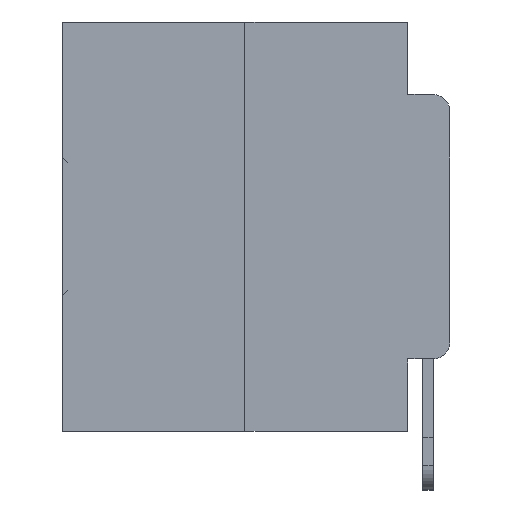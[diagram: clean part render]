
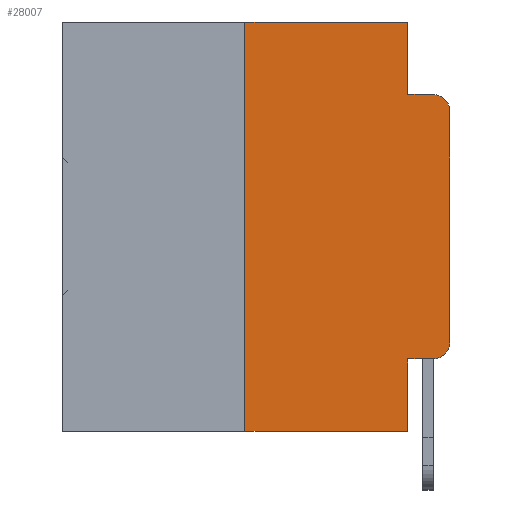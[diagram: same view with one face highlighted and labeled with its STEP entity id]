
A CAD part, left-side view. The second image highlights one B-rep face of the part: STEP entity #28007.
In plain terms, the highlighted planar face has unit normal (-1, 0, 0).
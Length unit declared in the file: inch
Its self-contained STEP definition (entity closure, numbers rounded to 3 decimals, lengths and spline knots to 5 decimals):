
#152 = LINE ( 'NONE', #890, #26262 ) ;
#505 = EDGE_CURVE ( 'NONE', #27689, #32841, #152, .T. ) ;
#752 = CARTESIAN_POINT ( 'NONE',  ( 0., 0.02, -0.1085 ) ) ;
#890 = CARTESIAN_POINT ( 'NONE',  ( 0., 0., 0. ) ) ;
#938 = CARTESIAN_POINT ( 'NONE',  ( 0., 0.051, -0.4115 ) ) ;
#1194 = CARTESIAN_POINT ( 'NONE',  ( 0., 0., -0.1085 ) ) ;
#3150 = LINE ( 'NONE', #18160, #15727 ) ;
#3582 = DIRECTION ( 'NONE',  ( 0., 0., -1. ) ) ;
#3938 = CARTESIAN_POINT ( 'NONE',  ( 0., 0.473, -0.5 ) ) ;
#3979 = LINE ( 'NONE', #9854, #18849 ) ;
#4192 = VERTEX_POINT ( 'NONE', #28479 ) ;
#4275 = DIRECTION ( 'NONE',  ( 1., 0., 0. ) ) ;
#4395 = CARTESIAN_POINT ( 'NONE',  ( 0., 0.25, 0. ) ) ;
#4457 = LINE ( 'NONE', #16261, #17712 ) ;
#4860 = AXIS2_PLACEMENT_3D ( 'NONE', #752, #19382, #3582 ) ;
#5791 = VERTEX_POINT ( 'NONE', #4395 ) ;
#7366 = VERTEX_POINT ( 'NONE', #13397 ) ;
#8136 = CARTESIAN_POINT ( 'NONE',  ( 0., 0.051, 0. ) ) ;
#9076 = VERTEX_POINT ( 'NONE', #938 ) ;
#9670 = VERTEX_POINT ( 'NONE', #26818 ) ;
#9854 = CARTESIAN_POINT ( 'NONE',  ( 0., 0.25, 0. ) ) ;
#9994 = ORIENTED_EDGE ( 'NONE', *, *, #23987, .T. ) ;
#11645 = ORIENTED_EDGE ( 'NONE', *, *, #14421, .T. ) ;
#11929 = VECTOR ( 'NONE', #17545, 39.37008 ) ;
#11982 = VERTEX_POINT ( 'NONE', #28321 ) ;
#12315 = DIRECTION ( 'NONE',  ( 0., -1., 0. ) ) ;
#12328 = DIRECTION ( 'NONE',  ( 0., 0., -1. ) ) ;
#12426 = VECTOR ( 'NONE', #12328, 39.37008 ) ;
#12490 = EDGE_CURVE ( 'NONE', #5791, #14923, #4457, .T. ) ;
#13301 = ORIENTED_EDGE ( 'NONE', *, *, #12490, .F. ) ;
#13397 = CARTESIAN_POINT ( 'NONE',  ( 0., 0.051, -0.5 ) ) ;
#14065 = LINE ( 'NONE', #29746, #12426 ) ;
#14073 = CARTESIAN_POINT ( 'NONE',  ( 0., 0.02, -0.3915 ) ) ;
#14421 = EDGE_CURVE ( 'NONE', #32559, #7366, #15866, .T. ) ;
#14706 = CIRCLE ( 'NONE', #30005, 0.02 ) ;
#14923 = VERTEX_POINT ( 'NONE', #8136 ) ;
#15628 = DIRECTION ( 'NONE',  ( 0., 0., -1. ) ) ;
#15727 = VECTOR ( 'NONE', #15628, 39.37008 ) ;
#15853 = CARTESIAN_POINT ( 'NONE',  ( 0., 0.25, -0.5 ) ) ;
#15866 = LINE ( 'NONE', #3938, #28164 ) ;
#16082 = CARTESIAN_POINT ( 'NONE',  ( 0., 0., -0.3915 ) ) ;
#16261 = CARTESIAN_POINT ( 'NONE',  ( 0., 0.473, 0. ) ) ;
#16621 = DIRECTION ( 'NONE',  ( 0., 0., -1. ) ) ;
#17520 = DIRECTION ( 'NONE',  ( 0., 0., 1. ) ) ;
#17545 = DIRECTION ( 'NONE',  ( 0., -1., 0. ) ) ;
#17712 = VECTOR ( 'NONE', #30965, 39.37008 ) ;
#18160 = CARTESIAN_POINT ( 'NONE',  ( 0., 0.051, 0. ) ) ;
#18700 = LINE ( 'NONE', #27307, #11929 ) ;
#18849 = VECTOR ( 'NONE', #17520, 39.37008 ) ;
#19382 = DIRECTION ( 'NONE',  ( -1., 0., 0. ) ) ;
#19655 = EDGE_LOOP ( 'NONE', ( #24239, #22711, #26128, #27247, #13301, #24974, #11645, #23458, #9994, #21160 ) ) ;
#19713 = DIRECTION ( 'NONE',  ( 0., -1., 0. ) ) ;
#19870 = CARTESIAN_POINT ( 'NONE',  ( 0., 0.051, -0.4115 ) ) ;
#20039 = CARTESIAN_POINT ( 'NONE',  ( 0., 0.473, 0. ) ) ;
#21160 = ORIENTED_EDGE ( 'NONE', *, *, #22344, .T. ) ;
#21555 = AXIS2_PLACEMENT_3D ( 'NONE', #20039, #4275, #22479 ) ;
#22287 = FACE_OUTER_BOUND ( 'NONE', #19655, .T. ) ;
#22344 = EDGE_CURVE ( 'NONE', #11982, #27689, #14706, .T. ) ;
#22479 = DIRECTION ( 'NONE',  ( 0., 0., -1. ) ) ;
#22711 = ORIENTED_EDGE ( 'NONE', *, *, #32014, .T. ) ;
#23458 = ORIENTED_EDGE ( 'NONE', *, *, #25616, .F. ) ;
#23987 = EDGE_CURVE ( 'NONE', #9076, #11982, #32190, .T. ) ;
#24239 = ORIENTED_EDGE ( 'NONE', *, *, #505, .T. ) ;
#24323 = DIRECTION ( 'NONE',  ( 0., 0., 1. ) ) ;
#24816 = PLANE ( 'NONE',  #21555 ) ;
#24974 = ORIENTED_EDGE ( 'NONE', *, *, #27241, .F. ) ;
#25616 = EDGE_CURVE ( 'NONE', #9076, #7366, #3150, .T. ) ;
#25863 = VECTOR ( 'NONE', #12315, 39.37008 ) ;
#26128 = ORIENTED_EDGE ( 'NONE', *, *, #30438, .F. ) ;
#26262 = VECTOR ( 'NONE', #24323, 39.37008 ) ;
#26818 = CARTESIAN_POINT ( 'NONE',  ( 0., 0.02, -0.0885 ) ) ;
#27241 = EDGE_CURVE ( 'NONE', #32559, #5791, #3979, .T. ) ;
#27247 = ORIENTED_EDGE ( 'NONE', *, *, #28845, .F. ) ;
#27307 = CARTESIAN_POINT ( 'NONE',  ( 0., 0.051, -0.0885 ) ) ;
#27689 = VERTEX_POINT ( 'NONE', #16082 ) ;
#28007 = ADVANCED_FACE ( 'NONE', ( #22287 ), #24816, .F. ) ;
#28164 = VECTOR ( 'NONE', #19713, 39.37008 ) ;
#28321 = CARTESIAN_POINT ( 'NONE',  ( 0., 0.02, -0.4115 ) ) ;
#28479 = CARTESIAN_POINT ( 'NONE',  ( 0., 0.051, -0.0885 ) ) ;
#28845 = EDGE_CURVE ( 'NONE', #14923, #4192, #14065, .T. ) ;
#29440 = CIRCLE ( 'NONE', #4860, 0.02 ) ;
#29746 = CARTESIAN_POINT ( 'NONE',  ( 0., 0.051, 0. ) ) ;
#30005 = AXIS2_PLACEMENT_3D ( 'NONE', #14073, #31203, #16621 ) ;
#30438 = EDGE_CURVE ( 'NONE', #4192, #9670, #18700, .T. ) ;
#30965 = DIRECTION ( 'NONE',  ( 0., -1., 0. ) ) ;
#31203 = DIRECTION ( 'NONE',  ( -1., 0., 0. ) ) ;
#32014 = EDGE_CURVE ( 'NONE', #32841, #9670, #29440, .T. ) ;
#32190 = LINE ( 'NONE', #19870, #25863 ) ;
#32559 = VERTEX_POINT ( 'NONE', #15853 ) ;
#32841 = VERTEX_POINT ( 'NONE', #1194 ) ;
